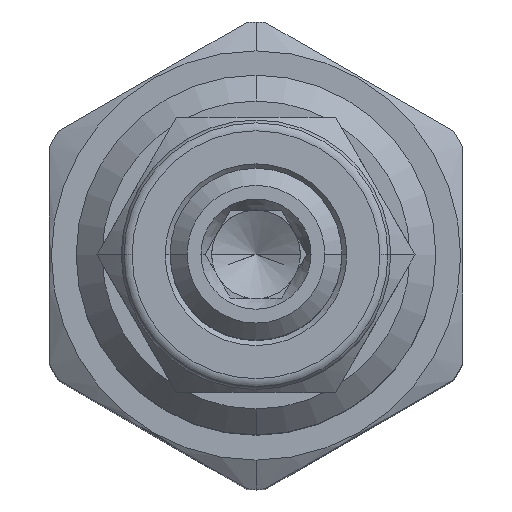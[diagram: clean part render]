
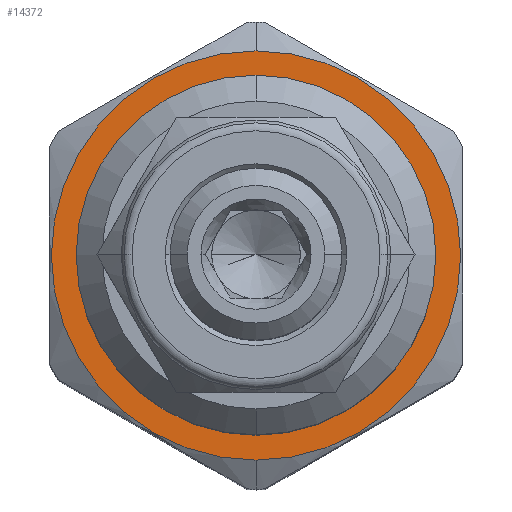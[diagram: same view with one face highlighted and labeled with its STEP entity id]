
A CAD part, top view. The second image highlights one B-rep face of the part: STEP entity #14372.
In plain terms, the highlighted planar face has unit normal (0, 0, 1).
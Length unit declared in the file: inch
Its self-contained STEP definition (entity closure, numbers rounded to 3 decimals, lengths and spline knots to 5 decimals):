
#7106=CARTESIAN_POINT('',(0.,0.,2.947));
#7107=DIRECTION('',(0.,0.,-1.));
#7108=DIRECTION('',(0.,-1.,0.));
#7109=AXIS2_PLACEMENT_3D('',#7106,#7107,#7108);
#7111=CARTESIAN_POINT('',(0.,0.,2.947));
#7112=DIRECTION('',(0.,0.,-1.));
#7113=DIRECTION('',(0.,1.,0.));
#7114=AXIS2_PLACEMENT_3D('',#7111,#7112,#7113);
#7116=CARTESIAN_POINT('',(0.,0.,2.947));
#7117=DIRECTION('',(0.,0.,1.));
#7118=DIRECTION('',(0.,-1.,0.));
#7119=AXIS2_PLACEMENT_3D('',#7116,#7117,#7118);
#7121=CARTESIAN_POINT('',(0.,0.,2.947));
#7122=DIRECTION('',(0.,0.,1.));
#7123=DIRECTION('',(0.,1.,0.));
#7124=AXIS2_PLACEMENT_3D('',#7121,#7122,#7123);
#8608=CARTESIAN_POINT('',(0.,-0.3265,2.947));
#8609=VERTEX_POINT('',#8608);
#8610=CARTESIAN_POINT('',(0.,0.3265,2.947));
#8611=VERTEX_POINT('',#8610);
#8612=CARTESIAN_POINT('',(0.,-0.3715,2.947));
#8613=CARTESIAN_POINT('',(0.,0.3715,2.947));
#8614=VERTEX_POINT('',#8612);
#8615=VERTEX_POINT('',#8613);
#14357=CARTESIAN_POINT('',(0.,0.,2.947));
#14358=DIRECTION('',(0.,0.,1.));
#14359=DIRECTION('',(0.,-1.,0.));
#14360=AXIS2_PLACEMENT_3D('',#14357,#14358,#14359);
#14361=PLANE('',#14360);
#14362=ORIENTED_EDGE('',*,*,#14147,.T.);
#14363=ORIENTED_EDGE('',*,*,#14213,.T.);
#14364=EDGE_LOOP('',(#14362,#14363));
#14365=FACE_OUTER_BOUND('',#14364,.F.);
#14367=ORIENTED_EDGE('',*,*,#14366,.T.);
#14369=ORIENTED_EDGE('',*,*,#14368,.T.);
#14370=EDGE_LOOP('',(#14367,#14369));
#14371=FACE_BOUND('',#14370,.F.);
#14372=ADVANCED_FACE('',(#14365,#14371),#14361,.T.);
#7110=CIRCLE('',#7109,0.3715);
#7115=CIRCLE('',#7114,0.3715);
#7120=CIRCLE('',#7119,0.3265);
#7125=CIRCLE('',#7124,0.3265);
#14147=EDGE_CURVE('',#8614,#8615,#7110,.T.);
#14213=EDGE_CURVE('',#8615,#8614,#7115,.T.);
#14366=EDGE_CURVE('',#8609,#8611,#7120,.T.);
#14368=EDGE_CURVE('',#8611,#8609,#7125,.T.);
